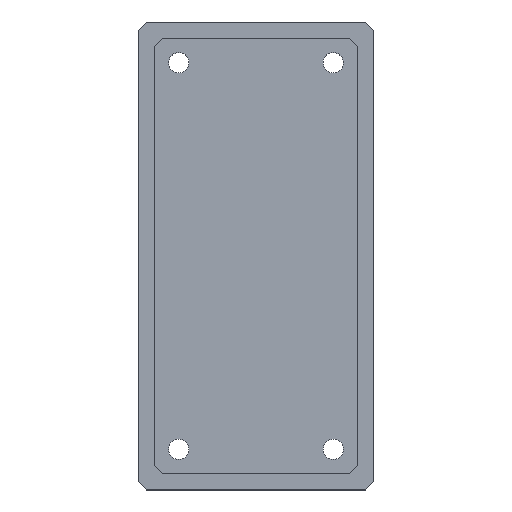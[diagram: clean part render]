
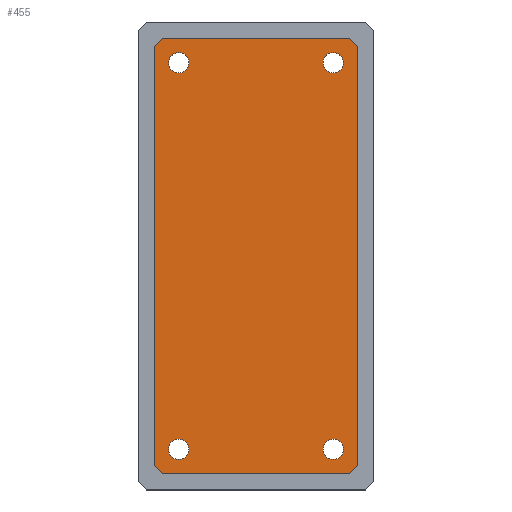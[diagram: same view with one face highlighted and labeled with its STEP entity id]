
A CAD part, top view. The second image highlights one B-rep face of the part: STEP entity #455.
In plain terms, the highlighted planar face has unit normal (0, 0, 1).
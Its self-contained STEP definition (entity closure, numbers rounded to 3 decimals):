
#16=FACE_BOUND('',#89,.T.);
#17=FACE_BOUND('',#90,.T.);
#18=FACE_BOUND('',#91,.T.);
#19=FACE_BOUND('',#92,.T.);
#41=PLANE('',#500);
#64=FACE_OUTER_BOUND('',#88,.T.);
#88=EDGE_LOOP('',(#406,#407,#408,#409,#410,#411,#412,#413));
#89=EDGE_LOOP('',(#414));
#90=EDGE_LOOP('',(#415));
#91=EDGE_LOOP('',(#416));
#92=EDGE_LOOP('',(#417));
#102=LINE('',#646,#154);
#106=LINE('',#654,#158);
#109=LINE('',#660,#161);
#112=LINE('',#666,#164);
#115=LINE('',#672,#167);
#118=LINE('',#678,#170);
#121=LINE('',#684,#173);
#124=LINE('',#689,#176);
#154=VECTOR('',#534,10.);
#158=VECTOR('',#540,10.);
#161=VECTOR('',#545,10.);
#164=VECTOR('',#550,10.);
#167=VECTOR('',#555,10.);
#170=VECTOR('',#560,10.);
#173=VECTOR('',#565,10.);
#176=VECTOR('',#570,10.);
#202=CIRCLE('',#472,2.5);
#204=CIRCLE('',#475,2.5);
#206=CIRCLE('',#478,2.5);
#208=CIRCLE('',#481,2.5);
#210=VERTEX_POINT('',#620);
#212=VERTEX_POINT('',#626);
#214=VERTEX_POINT('',#632);
#216=VERTEX_POINT('',#638);
#218=VERTEX_POINT('',#644);
#219=VERTEX_POINT('',#645);
#222=VERTEX_POINT('',#653);
#224=VERTEX_POINT('',#659);
#226=VERTEX_POINT('',#665);
#228=VERTEX_POINT('',#671);
#230=VERTEX_POINT('',#677);
#232=VERTEX_POINT('',#683);
#250=EDGE_CURVE('',#210,#210,#202,.T.);
#253=EDGE_CURVE('',#212,#212,#204,.T.);
#256=EDGE_CURVE('',#214,#214,#206,.T.);
#259=EDGE_CURVE('',#216,#216,#208,.T.);
#262=EDGE_CURVE('',#218,#219,#102,.T.);
#266=EDGE_CURVE('',#222,#218,#106,.T.);
#269=EDGE_CURVE('',#224,#222,#109,.T.);
#272=EDGE_CURVE('',#226,#224,#112,.T.);
#275=EDGE_CURVE('',#219,#228,#115,.T.);
#278=EDGE_CURVE('',#228,#230,#118,.T.);
#281=EDGE_CURVE('',#230,#232,#121,.T.);
#284=EDGE_CURVE('',#232,#226,#124,.T.);
#406=ORIENTED_EDGE('',*,*,#272,.T.);
#407=ORIENTED_EDGE('',*,*,#269,.T.);
#408=ORIENTED_EDGE('',*,*,#266,.T.);
#409=ORIENTED_EDGE('',*,*,#262,.T.);
#410=ORIENTED_EDGE('',*,*,#275,.T.);
#411=ORIENTED_EDGE('',*,*,#278,.T.);
#412=ORIENTED_EDGE('',*,*,#281,.T.);
#413=ORIENTED_EDGE('',*,*,#284,.T.);
#414=ORIENTED_EDGE('',*,*,#250,.T.);
#415=ORIENTED_EDGE('',*,*,#253,.T.);
#416=ORIENTED_EDGE('',*,*,#256,.T.);
#417=ORIENTED_EDGE('',*,*,#259,.T.);
#455=ADVANCED_FACE('',(#64,#16,#17,#18,#19),#41,.T.);
#472=AXIS2_PLACEMENT_3D('',#621,#506,#507);
#475=AXIS2_PLACEMENT_3D('',#627,#513,#514);
#478=AXIS2_PLACEMENT_3D('',#633,#520,#521);
#481=AXIS2_PLACEMENT_3D('',#639,#527,#528);
#500=AXIS2_PLACEMENT_3D('',#740,#614,#615);
#506=DIRECTION('center_axis',(0.,0.,-1.));
#507=DIRECTION('ref_axis',(-1.,0.,0.));
#513=DIRECTION('center_axis',(0.,0.,-1.));
#514=DIRECTION('ref_axis',(-1.,0.,0.));
#520=DIRECTION('center_axis',(0.,0.,-1.));
#521=DIRECTION('ref_axis',(-1.,0.,0.));
#527=DIRECTION('center_axis',(0.,0.,-1.));
#528=DIRECTION('ref_axis',(-1.,0.,0.));
#534=DIRECTION('',(1.,0.,0.));
#540=DIRECTION('',(0.707,-0.707,0.));
#545=DIRECTION('',(0.,-1.,0.));
#550=DIRECTION('',(-0.707,-0.707,0.));
#555=DIRECTION('',(0.707,0.707,0.));
#560=DIRECTION('',(0.,1.,0.));
#565=DIRECTION('',(-0.707,0.707,0.));
#570=DIRECTION('',(-1.,0.,0.));
#614=DIRECTION('center_axis',(0.,0.,1.));
#615=DIRECTION('ref_axis',(1.,0.,0.));
#620=CARTESIAN_POINT('',(50.5,105.,1.));
#621=CARTESIAN_POINT('Origin',(48.,105.,1.));
#626=CARTESIAN_POINT('',(50.5,10.,1.));
#627=CARTESIAN_POINT('Origin',(48.,10.,1.));
#632=CARTESIAN_POINT('',(12.5,105.,1.));
#633=CARTESIAN_POINT('Origin',(10.,105.,1.));
#638=CARTESIAN_POINT('',(12.5,10.,1.));
#639=CARTESIAN_POINT('Origin',(10.,10.,1.));
#644=CARTESIAN_POINT('',(6.,4.,1.));
#645=CARTESIAN_POINT('',(52.,4.,1.));
#646=CARTESIAN_POINT('',(40.5,4.,1.));
#653=CARTESIAN_POINT('',(4.,6.,1.));
#654=CARTESIAN_POINT('',(-1.625,11.625,1.));
#659=CARTESIAN_POINT('',(4.,109.,1.));
#660=CARTESIAN_POINT('',(4.,31.75,1.));
#665=CARTESIAN_POINT('',(6.,111.,1.));
#666=CARTESIAN_POINT('',(-2.625,102.375,1.));
#671=CARTESIAN_POINT('',(54.,6.,1.));
#672=CARTESIAN_POINT('',(60.625,12.625,1.));
#677=CARTESIAN_POINT('',(54.,109.,1.));
#678=CARTESIAN_POINT('',(54.,83.25,1.));
#683=CARTESIAN_POINT('',(52.,111.,1.));
#684=CARTESIAN_POINT('',(59.625,103.375,1.));
#689=CARTESIAN_POINT('',(17.5,111.,1.));
#740=CARTESIAN_POINT('Origin',(29.,57.5,1.));
